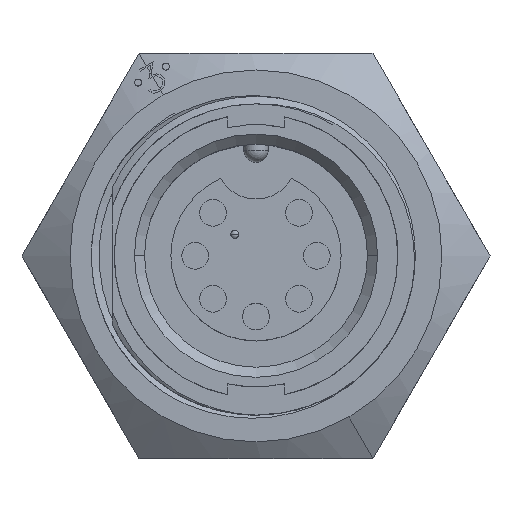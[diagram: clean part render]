
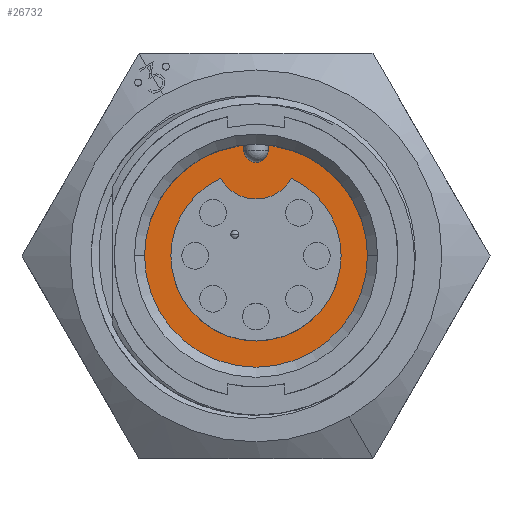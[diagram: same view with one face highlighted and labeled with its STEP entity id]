
A CAD part, top view. The second image highlights one B-rep face of the part: STEP entity #26732.
In plain terms, the highlighted planar face has unit normal (0, 0, 1).
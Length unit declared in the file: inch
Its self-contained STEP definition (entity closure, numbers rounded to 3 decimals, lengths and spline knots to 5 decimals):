
#88 = AXIS2_PLACEMENT_3D ( 'NONE', #6823, #461, #15532 ) ;
#171 = AXIS2_PLACEMENT_3D ( 'NONE', #21526, #8568, #23709 ) ;
#397 = ORIENTED_EDGE ( 'NONE', *, *, #27725, .T. ) ;
#461 = DIRECTION ( 'NONE',  ( 0., 0., 1. ) ) ;
#735 = VECTOR ( 'NONE', #11178, 39.37008 ) ;
#1305 = CARTESIAN_POINT ( 'NONE',  ( -0.03, 0.27336, -0.29 ) ) ;
#1536 = ORIENTED_EDGE ( 'NONE', *, *, #23804, .T. ) ;
#1723 = DIRECTION ( 'NONE',  ( 0., 0., -1. ) ) ;
#2227 = ORIENTED_EDGE ( 'NONE', *, *, #16036, .T. ) ;
#2511 = VERTEX_POINT ( 'NONE', #21269 ) ;
#3302 = VERTEX_POINT ( 'NONE', #16579 ) ;
#3460 = CARTESIAN_POINT ( 'NONE',  ( 0., 0., -0.29 ) ) ;
#3607 = VERTEX_POINT ( 'NONE', #10710 ) ;
#3875 = AXIS2_PLACEMENT_3D ( 'NONE', #7693, #22828, #9885 ) ;
#3938 = ORIENTED_EDGE ( 'NONE', *, *, #6579, .T. ) ;
#4313 = DIRECTION ( 'NONE',  ( 0., 0., -1. ) ) ;
#4350 = DIRECTION ( 'NONE',  ( 0., 0., -1. ) ) ;
#4374 = EDGE_CURVE ( 'NONE', #2511, #13571, #10627, .T. ) ;
#5359 = AXIS2_PLACEMENT_3D ( 'NONE', #21399, #8433, #23585 ) ;
#5604 = DIRECTION ( 'NONE',  ( 1., 0., 0. ) ) ;
#6579 = EDGE_CURVE ( 'NONE', #9742, #8801, #19023, .T. ) ;
#6823 = CARTESIAN_POINT ( 'NONE',  ( 0., 0.261, -0.29 ) ) ;
#7693 = CARTESIAN_POINT ( 'NONE',  ( 0., 0., -0.29 ) ) ;
#7704 = CARTESIAN_POINT ( 'NONE',  ( 0.21, 0., -0.29 ) ) ;
#8002 = AXIS2_PLACEMENT_3D ( 'NONE', #17240, #4313, #19423 ) ;
#8433 = DIRECTION ( 'NONE',  ( 0., 0., 1. ) ) ;
#8568 = DIRECTION ( 'NONE',  ( 0., 0., -1. ) ) ;
#8801 = VERTEX_POINT ( 'NONE', #7704 ) ;
#9469 = DIRECTION ( 'NONE',  ( 0., 0., -1. ) ) ;
#9742 = VERTEX_POINT ( 'NONE', #17476 ) ;
#9885 = DIRECTION ( 'NONE',  ( 1., 0., 0. ) ) ;
#10402 = ORIENTED_EDGE ( 'NONE', *, *, #25669, .T. ) ;
#10627 = CIRCLE ( 'NONE', #8002, 0.21 ) ;
#10710 = CARTESIAN_POINT ( 'NONE',  ( -0.275, 0., -0.29 ) ) ;
#10819 = CARTESIAN_POINT ( 'NONE',  ( 0.03, 0.27336, -0.29 ) ) ;
#11117 = CARTESIAN_POINT ( 'NONE',  ( 0.03, 0.261, -0.29 ) ) ;
#11136 = CIRCLE ( 'NONE', #16312, 0.21 ) ;
#11178 = DIRECTION ( 'NONE',  ( 0., 1., 0. ) ) ;
#12789 = ORIENTED_EDGE ( 'NONE', *, *, #16911, .F. ) ;
#13006 = DIRECTION ( 'NONE',  ( 0., -1., 0. ) ) ;
#13378 = PLANE ( 'NONE',  #88 ) ;
#13571 = VERTEX_POINT ( 'NONE', #18417 ) ;
#13980 = VERTEX_POINT ( 'NONE', #1305 ) ;
#14236 = ORIENTED_EDGE ( 'NONE', *, *, #4374, .T. ) ;
#14540 = CARTESIAN_POINT ( 'NONE',  ( 0.275, 0., -0.29 ) ) ;
#14634 = CARTESIAN_POINT ( 'NONE',  ( 0., 0.261, -0.29 ) ) ;
#15308 = CIRCLE ( 'NONE', #25844, 0.03 ) ;
#15526 = CARTESIAN_POINT ( 'NONE',  ( -0.03, 0.261, -0.29 ) ) ;
#15532 = DIRECTION ( 'NONE',  ( 1., 0., 0. ) ) ;
#16023 = VERTEX_POINT ( 'NONE', #14540 ) ;
#16036 = EDGE_CURVE ( 'NONE', #23202, #22146, #15308, .T. ) ;
#16225 = CARTESIAN_POINT ( 'NONE',  ( -0.03, 0.261, -0.29 ) ) ;
#16312 = AXIS2_PLACEMENT_3D ( 'NONE', #22423, #9469, #24614 ) ;
#16579 = CARTESIAN_POINT ( 'NONE',  ( 0.03, 0.27336, -0.29 ) ) ;
#16811 = DIRECTION ( 'NONE',  ( 1., 0., 0. ) ) ;
#16911 = EDGE_CURVE ( 'NONE', #9742, #13571, #25804, .T. ) ;
#17094 = EDGE_LOOP ( 'NONE', ( #12789, #3938, #1536, #14236 ) ) ;
#17240 = CARTESIAN_POINT ( 'NONE',  ( 0., 0., -0.29 ) ) ;
#17285 = CARTESIAN_POINT ( 'NONE',  ( 0., 0., -0.29 ) ) ;
#17476 = CARTESIAN_POINT ( 'NONE',  ( 0.0875, 0.1909, -0.29 ) ) ;
#17599 = EDGE_CURVE ( 'NONE', #16023, #3302, #19674, .T. ) ;
#17857 = CIRCLE ( 'NONE', #27733, 0.275 ) ;
#17926 = LINE ( 'NONE', #15526, #735 ) ;
#18417 = CARTESIAN_POINT ( 'NONE',  ( -0.0875, 0.1909, -0.29 ) ) ;
#18546 = DIRECTION ( 'NONE',  ( 0., 0., 1. ) ) ;
#19023 = CIRCLE ( 'NONE', #22322, 0.21 ) ;
#19423 = DIRECTION ( 'NONE',  ( 1., 0., 0. ) ) ;
#19467 = DIRECTION ( 'NONE',  ( 1., 0., 0. ) ) ;
#19674 = CIRCLE ( 'NONE', #5359, 0.275 ) ;
#19879 = EDGE_CURVE ( 'NONE', #22146, #13980, #17926, .T. ) ;
#20563 = FACE_OUTER_BOUND ( 'NONE', #25066, .T. ) ;
#21249 = VECTOR ( 'NONE', #13006, 39.37008 ) ;
#21269 = CARTESIAN_POINT ( 'NONE',  ( -0.21, 0., -0.29 ) ) ;
#21399 = CARTESIAN_POINT ( 'NONE',  ( 0., 0., -0.29 ) ) ;
#21526 = CARTESIAN_POINT ( 'NONE',  ( 0., 0.24066, -0.29 ) ) ;
#22060 = ORIENTED_EDGE ( 'NONE', *, *, #19879, .T. ) ;
#22146 = VERTEX_POINT ( 'NONE', #16225 ) ;
#22322 = AXIS2_PLACEMENT_3D ( 'NONE', #17285, #4350, #19467 ) ;
#22423 = CARTESIAN_POINT ( 'NONE',  ( 0., 0., -0.29 ) ) ;
#22828 = DIRECTION ( 'NONE',  ( 0., 0., 1. ) ) ;
#23202 = VERTEX_POINT ( 'NONE', #11117 ) ;
#23266 = CIRCLE ( 'NONE', #3875, 0.275 ) ;
#23585 = DIRECTION ( 'NONE',  ( 1., 0., 0. ) ) ;
#23709 = DIRECTION ( 'NONE',  ( 1., 0., 0. ) ) ;
#23804 = EDGE_CURVE ( 'NONE', #8801, #2511, #11136, .T. ) ;
#24150 = ORIENTED_EDGE ( 'NONE', *, *, #26521, .T. ) ;
#24614 = DIRECTION ( 'NONE',  ( 1., 0., 0. ) ) ;
#24979 = FACE_BOUND ( 'NONE', #17094, .T. ) ;
#25066 = EDGE_LOOP ( 'NONE', ( #2227, #22060, #397, #10402, #25215, #24150 ) ) ;
#25215 = ORIENTED_EDGE ( 'NONE', *, *, #17599, .T. ) ;
#25669 = EDGE_CURVE ( 'NONE', #3607, #16023, #17857, .T. ) ;
#25804 = CIRCLE ( 'NONE', #171, 0.10066 ) ;
#25844 = AXIS2_PLACEMENT_3D ( 'NONE', #14634, #1723, #16811 ) ;
#26521 = EDGE_CURVE ( 'NONE', #3302, #23202, #26984, .T. ) ;
#26732 = ADVANCED_FACE ( 'NONE', ( #20563, #24979 ), #13378, .T. ) ;
#26984 = LINE ( 'NONE', #10819, #21249 ) ;
#27725 = EDGE_CURVE ( 'NONE', #13980, #3607, #23266, .T. ) ;
#27733 = AXIS2_PLACEMENT_3D ( 'NONE', #3460, #18546, #5604 ) ;
